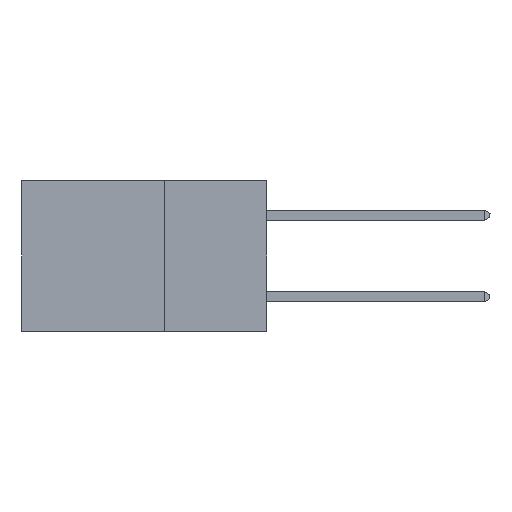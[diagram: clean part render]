
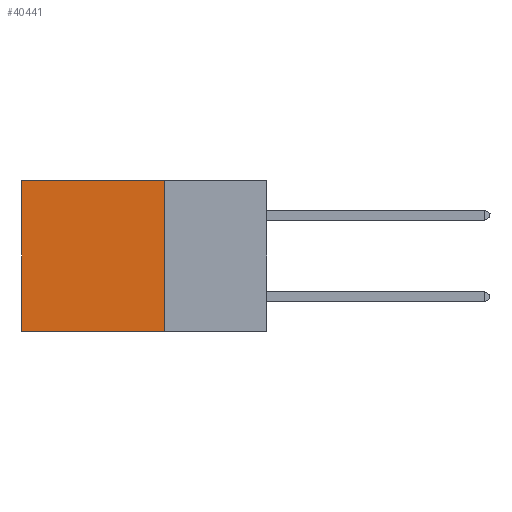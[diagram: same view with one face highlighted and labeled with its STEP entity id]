
A CAD part, left-side view. The second image highlights one B-rep face of the part: STEP entity #40441.
In plain terms, the highlighted planar face has unit normal (-1, 0, 0).
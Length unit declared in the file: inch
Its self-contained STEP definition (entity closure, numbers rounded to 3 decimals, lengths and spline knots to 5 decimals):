
#2734 = EDGE_LOOP ( 'NONE', ( #25680, #13672, #5114, #10158 ) ) ;
#2906 = VECTOR ( 'NONE', #17650, 39.37008 ) ;
#5114 = ORIENTED_EDGE ( 'NONE', *, *, #35148, .F. ) ;
#7370 = VERTEX_POINT ( 'NONE', #27529 ) ;
#8073 = CARTESIAN_POINT ( 'NONE',  ( 0.2875, 0.25, 0. ) ) ;
#9461 = EDGE_CURVE ( 'NONE', #23000, #7370, #19876, .T. ) ;
#9676 = CARTESIAN_POINT ( 'NONE',  ( 0.2875, 0.25, 0. ) ) ;
#10158 = ORIENTED_EDGE ( 'NONE', *, *, #9461, .T. ) ;
#11748 = DIRECTION ( 'NONE',  ( 1., 0., 0. ) ) ;
#12653 = LINE ( 'NONE', #24742, #2906 ) ;
#13672 = ORIENTED_EDGE ( 'NONE', *, *, #44731, .F. ) ;
#17650 = DIRECTION ( 'NONE',  ( 0., 0., -1. ) ) ;
#19262 = VECTOR ( 'NONE', #34475, 39.37008 ) ;
#19316 = CARTESIAN_POINT ( 'NONE',  ( 0.2875, 0.6, -0.37 ) ) ;
#19755 = VECTOR ( 'NONE', #37835, 39.37008 ) ;
#19876 = LINE ( 'NONE', #9676, #19755 ) ;
#20264 = FACE_OUTER_BOUND ( 'NONE', #2734, .T. ) ;
#23000 = VERTEX_POINT ( 'NONE', #31763 ) ;
#23261 = LINE ( 'NONE', #23274, #40353 ) ;
#23274 = CARTESIAN_POINT ( 'NONE',  ( 0.2875, 0.25, -0.37 ) ) ;
#23421 = DIRECTION ( 'NONE',  ( 0., 1., 0. ) ) ;
#24742 = CARTESIAN_POINT ( 'NONE',  ( 0.2875, 0.6, 0. ) ) ;
#25680 = ORIENTED_EDGE ( 'NONE', *, *, #43507, .T. ) ;
#27529 = CARTESIAN_POINT ( 'NONE',  ( 0.2875, 0.6, 0. ) ) ;
#29571 = PLANE ( 'NONE',  #31924 ) ;
#31763 = CARTESIAN_POINT ( 'NONE',  ( 0.2875, 0.25, 0. ) ) ;
#31924 = AXIS2_PLACEMENT_3D ( 'NONE', #8073, #11748, #36364 ) ;
#32177 = VERTEX_POINT ( 'NONE', #19316 ) ;
#34475 = DIRECTION ( 'NONE',  ( 0., 0., -1. ) ) ;
#35148 = EDGE_CURVE ( 'NONE', #23000, #38056, #37682, .T. ) ;
#36364 = DIRECTION ( 'NONE',  ( 0., 0., -1. ) ) ;
#37682 = LINE ( 'NONE', #37774, #19262 ) ;
#37689 = CARTESIAN_POINT ( 'NONE',  ( 0.2875, 0.25, -0.37 ) ) ;
#37774 = CARTESIAN_POINT ( 'NONE',  ( 0.2875, 0.25, 0. ) ) ;
#37835 = DIRECTION ( 'NONE',  ( 0., 1., 0. ) ) ;
#38056 = VERTEX_POINT ( 'NONE', #37689 ) ;
#40353 = VECTOR ( 'NONE', #23421, 39.37008 ) ;
#40441 = ADVANCED_FACE ( 'NONE', ( #20264 ), #29571, .F. ) ;
#43507 = EDGE_CURVE ( 'NONE', #7370, #32177, #12653, .T. ) ;
#44731 = EDGE_CURVE ( 'NONE', #38056, #32177, #23261, .T. ) ;
